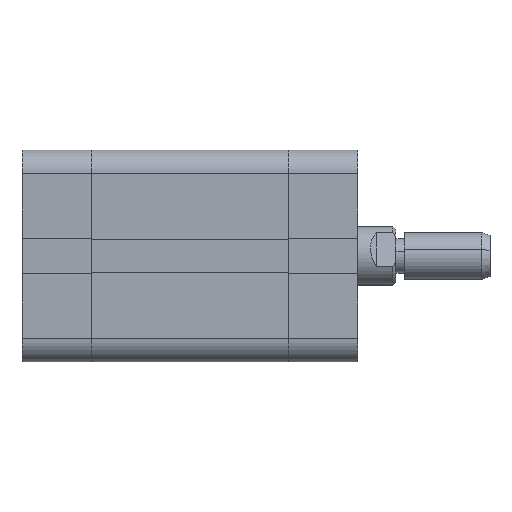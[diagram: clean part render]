
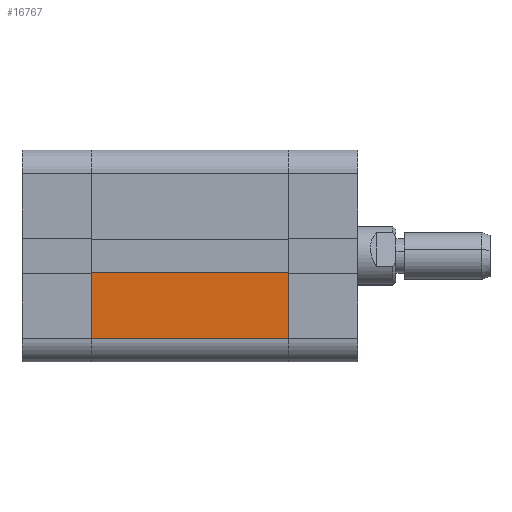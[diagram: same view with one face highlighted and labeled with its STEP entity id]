
A CAD part, front view. The second image highlights one B-rep face of the part: STEP entity #16767.
In plain terms, the highlighted planar face has unit normal (0, -1, 0).
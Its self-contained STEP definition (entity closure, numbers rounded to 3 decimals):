
#208 = EDGE_CURVE ( 'NONE', #9613, #15596, #21938, .T. ) ;
#1145 = CARTESIAN_POINT ( 'NONE',  ( 33.5, -18., -18. ) ) ;
#2193 = DIRECTION ( 'NONE',  ( 0., 0., -1. ) ) ;
#2308 = CARTESIAN_POINT ( 'NONE',  ( 0., -18., -18. ) ) ;
#2780 = DIRECTION ( 'NONE',  ( 0., 1., 0. ) ) ;
#3142 = CARTESIAN_POINT ( 'NONE',  ( 33.5, -18., -18. ) ) ;
#3233 = CARTESIAN_POINT ( 'NONE',  ( 33.5, -18., -2.8 ) ) ;
#3258 = VERTEX_POINT ( 'NONE', #12601 ) ;
#3701 = EDGE_CURVE ( 'NONE', #7810, #3258, #12310, .T. ) ;
#4332 = EDGE_LOOP ( 'NONE', ( #19859, #5781, #8764, #21994 ) ) ;
#4779 = DIRECTION ( 'NONE',  ( 0., 0., -1. ) ) ;
#5781 = ORIENTED_EDGE ( 'NONE', *, *, #9559, .T. ) ;
#7810 = VERTEX_POINT ( 'NONE', #3233 ) ;
#8526 = FACE_OUTER_BOUND ( 'NONE', #4332, .T. ) ;
#8533 = CARTESIAN_POINT ( 'NONE',  ( 33.5, -18., -14. ) ) ;
#8764 = ORIENTED_EDGE ( 'NONE', *, *, #208, .T. ) ;
#9559 = EDGE_CURVE ( 'NONE', #3258, #9613, #11806, .T. ) ;
#9613 = VERTEX_POINT ( 'NONE', #16063 ) ;
#10919 = CARTESIAN_POINT ( 'NONE',  ( 33.501, -18., -2.8 ) ) ;
#11806 = LINE ( 'NONE', #2308, #12361 ) ;
#12281 = PLANE ( 'NONE',  #20693 ) ;
#12310 = LINE ( 'NONE', #10919, #17303 ) ;
#12361 = VECTOR ( 'NONE', #2193, 1000. ) ;
#12601 = CARTESIAN_POINT ( 'NONE',  ( 0., -18., -2.8 ) ) ;
#14398 = LINE ( 'NONE', #3142, #23966 ) ;
#14448 = DIRECTION ( 'NONE',  ( -1., 0., 0. ) ) ;
#14806 = CARTESIAN_POINT ( 'NONE',  ( 33.5, -18., -14. ) ) ;
#15596 = VERTEX_POINT ( 'NONE', #14806 ) ;
#16063 = CARTESIAN_POINT ( 'NONE',  ( 0., -18., -14. ) ) ;
#16175 = DIRECTION ( 'NONE',  ( 1., 0., 0. ) ) ;
#16767 = ADVANCED_FACE ( 'NONE', ( #8526 ), #12281, .F. ) ;
#17303 = VECTOR ( 'NONE', #14448, 1000. ) ;
#18057 = DIRECTION ( 'NONE',  ( 0., 0., 1. ) ) ;
#18761 = EDGE_CURVE ( 'NONE', #7810, #15596, #14398, .T. ) ;
#19731 = VECTOR ( 'NONE', #16175, 1000. ) ;
#19859 = ORIENTED_EDGE ( 'NONE', *, *, #3701, .T. ) ;
#20693 = AXIS2_PLACEMENT_3D ( 'NONE', #1145, #2780, #18057 ) ;
#21938 = LINE ( 'NONE', #8533, #19731 ) ;
#21994 = ORIENTED_EDGE ( 'NONE', *, *, #18761, .F. ) ;
#23966 = VECTOR ( 'NONE', #4779, 1000. ) ;
